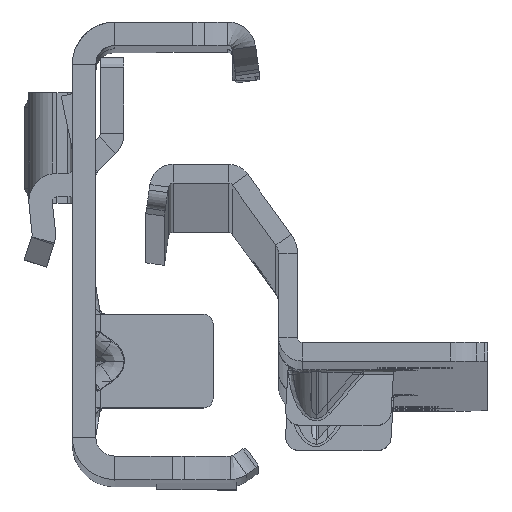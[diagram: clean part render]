
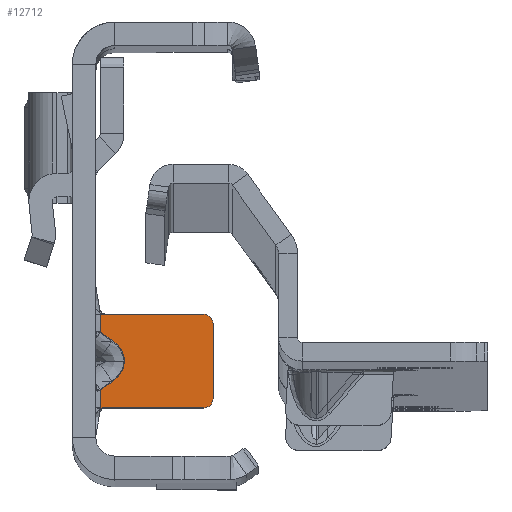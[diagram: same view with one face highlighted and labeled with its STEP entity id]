
A CAD part, top view. The second image highlights one B-rep face of the part: STEP entity #12712.
In plain terms, the highlighted planar face has unit normal (0, 0, 1).
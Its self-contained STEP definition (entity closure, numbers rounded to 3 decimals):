
#130 = DIRECTION ( 'NONE',  ( -1., 0., 0. ) ) ;
#525 = AXIS2_PLACEMENT_3D ( 'NONE', #11352, #928, #17062 ) ;
#927 = DIRECTION ( 'NONE',  ( 0., 1., 0. ) ) ;
#928 = DIRECTION ( 'NONE',  ( 0., 0., 1. ) ) ;
#976 = VECTOR ( 'NONE', #16055, 1000. ) ;
#1014 = CARTESIAN_POINT ( 'NONE',  ( 0.5, -13.681, -441.5 ) ) ;
#1240 = EDGE_CURVE ( 'NONE', #6629, #12425, #4699, .T. ) ;
#1719 = EDGE_CURVE ( 'NONE', #15627, #6066, #2962, .T. ) ;
#1888 = VERTEX_POINT ( 'NONE', #11439 ) ;
#1907 = DIRECTION ( 'NONE',  ( 0., 1., 0. ) ) ;
#2067 = LINE ( 'NONE', #15069, #7842 ) ;
#2239 = CARTESIAN_POINT ( 'NONE',  ( 3.573, -9.692, -441.5 ) ) ;
#2311 = DIRECTION ( 'NONE',  ( 1., 0., 0. ) ) ;
#2324 = CARTESIAN_POINT ( 'NONE',  ( 1.757, -8.408, -441.5 ) ) ;
#2341 = CARTESIAN_POINT ( 'NONE',  ( -1.826, -15.6, -441.5 ) ) ;
#2401 = EDGE_CURVE ( 'NONE', #2618, #3667, #8070, .T. ) ;
#2433 = LINE ( 'NONE', #8528, #16805 ) ;
#2618 = VERTEX_POINT ( 'NONE', #6721 ) ;
#2962 = LINE ( 'NONE', #14707, #12197 ) ;
#3154 = EDGE_CURVE ( 'NONE', #11406, #12944, #2067, .T. ) ;
#3472 = ORIENTED_EDGE ( 'NONE', *, *, #13470, .F. ) ;
#3642 = VECTOR ( 'NONE', #4585, 1000. ) ;
#3667 = VERTEX_POINT ( 'NONE', #15777 ) ;
#3696 = AXIS2_PLACEMENT_3D ( 'NONE', #6646, #13814, #9243 ) ;
#3793 = DIRECTION ( 'NONE',  ( 1., 0., 0. ) ) ;
#3995 = CARTESIAN_POINT ( 'NONE',  ( 0.5, 22.3, -441.5 ) ) ;
#4245 = LINE ( 'NONE', #7303, #11215 ) ;
#4257 = ORIENTED_EDGE ( 'NONE', *, *, #2401, .T. ) ;
#4328 = ORIENTED_EDGE ( 'NONE', *, *, #10181, .F. ) ;
#4585 = DIRECTION ( 'NONE',  ( -0.816, 0.577, 0. ) ) ;
#4699 = LINE ( 'NONE', #16343, #976 ) ;
#4751 = VERTEX_POINT ( 'NONE', #11776 ) ;
#5474 = CARTESIAN_POINT ( 'NONE',  ( 1.757, -8.408, -441.5 ) ) ;
#5501 = CARTESIAN_POINT ( 'NONE',  ( 1.757, -12.792, -441.5 ) ) ;
#6066 = VERTEX_POINT ( 'NONE', #13273 ) ;
#6629 = VERTEX_POINT ( 'NONE', #13605 ) ;
#6646 = CARTESIAN_POINT ( 'NONE',  ( -7.326, 22.3, -441.5 ) ) ;
#6659 = EDGE_CURVE ( 'NONE', #1888, #2618, #2433, .T. ) ;
#6721 = CARTESIAN_POINT ( 'NONE',  ( 0.708, -15.6, -441.5 ) ) ;
#6753 = ORIENTED_EDGE ( 'NONE', *, *, #8192, .T. ) ;
#6901 = AXIS2_PLACEMENT_3D ( 'NONE', #15308, #9677, #13788 ) ;
#7303 = CARTESIAN_POINT ( 'NONE',  ( -1.826, -5.6, -441.5 ) ) ;
#7453 = EDGE_CURVE ( 'NONE', #3667, #15627, #11499, .T. ) ;
#7617 = FACE_OUTER_BOUND ( 'NONE', #15712, .T. ) ;
#7717 = ORIENTED_EDGE ( 'NONE', *, *, #8742, .T. ) ;
#7738 = VECTOR ( 'NONE', #927, 1000. ) ;
#7842 = VECTOR ( 'NONE', #7991, 1000. ) ;
#7961 =( BOUNDED_CURVE ( )  B_SPLINE_CURVE ( 3, ( #15325, #9524, #2239, #2324 ),
 .UNSPECIFIED., .F., .F. ) 
 B_SPLINE_CURVE_WITH_KNOTS ( ( 4, 4 ),
 ( 2.356, 3.927 ),
 .UNSPECIFIED. ) 
 CURVE ( )  GEOMETRIC_REPRESENTATION_ITEM ( )  RATIONAL_B_SPLINE_CURVE ( ( 1., 0.805, 0.805, 1. ) ) 
 REPRESENTATION_ITEM ( '' )  );
#7991 = DIRECTION ( 'NONE',  ( 0.816, 0.577, 0. ) ) ;
#8070 = LINE ( 'NONE', #2341, #13654 ) ;
#8192 = EDGE_CURVE ( 'NONE', #6066, #6629, #17882, .T. ) ;
#8528 = CARTESIAN_POINT ( 'NONE',  ( -1.826, -15.6, -441.5 ) ) ;
#8742 = EDGE_CURVE ( 'NONE', #12425, #15510, #4245, .T. ) ;
#9104 = VERTEX_POINT ( 'NONE', #5474 ) ;
#9243 = DIRECTION ( 'NONE',  ( 0., 1., 0. ) ) ;
#9263 = CARTESIAN_POINT ( 'NONE',  ( 12.5, -14.6, -441.5 ) ) ;
#9524 = CARTESIAN_POINT ( 'NONE',  ( 3.573, -11.508, -441.5 ) ) ;
#9677 = DIRECTION ( 'NONE',  ( 0., 0., 1. ) ) ;
#10181 = EDGE_CURVE ( 'NONE', #9104, #4751, #16982, .T. ) ;
#10514 = LINE ( 'NONE', #16603, #13963 ) ;
#10985 = CARTESIAN_POINT ( 'NONE',  ( 0.708, -5.6, -441.5 ) ) ;
#11043 = ORIENTED_EDGE ( 'NONE', *, *, #3154, .F. ) ;
#11215 = VECTOR ( 'NONE', #130, 1000. ) ;
#11352 = CARTESIAN_POINT ( 'NONE',  ( 11.5, -14.6, -441.5 ) ) ;
#11406 = VERTEX_POINT ( 'NONE', #1014 ) ;
#11439 = CARTESIAN_POINT ( 'NONE',  ( 0.5, -15.6, -441.5 ) ) ;
#11493 = ORIENTED_EDGE ( 'NONE', *, *, #1719, .T. ) ;
#11499 = CIRCLE ( 'NONE', #525, 1. ) ;
#11776 = CARTESIAN_POINT ( 'NONE',  ( 0.5, -7.519, -441.5 ) ) ;
#12197 = VECTOR ( 'NONE', #14610, 1000. ) ;
#12425 = VERTEX_POINT ( 'NONE', #10985 ) ;
#12712 = ADVANCED_FACE ( 'NONE', ( #7617 ), #16663, .F. ) ;
#12944 = VERTEX_POINT ( 'NONE', #5501 ) ;
#13273 = CARTESIAN_POINT ( 'NONE',  ( 12.5, -6.6, -441.5 ) ) ;
#13470 = EDGE_CURVE ( 'NONE', #4751, #15510, #15717, .T. ) ;
#13605 = CARTESIAN_POINT ( 'NONE',  ( 11.5, -5.6, -441.5 ) ) ;
#13654 = VECTOR ( 'NONE', #3793, 1000. ) ;
#13788 = DIRECTION ( 'NONE',  ( 0., -1., 0. ) ) ;
#13814 = DIRECTION ( 'NONE',  ( 0., 0., -1. ) ) ;
#13867 = EDGE_CURVE ( 'NONE', #12944, #9104, #7961, .T. ) ;
#13963 = VECTOR ( 'NONE', #1907, 1000. ) ;
#14010 = ORIENTED_EDGE ( 'NONE', *, *, #13867, .F. ) ;
#14207 = ORIENTED_EDGE ( 'NONE', *, *, #1240, .T. ) ;
#14610 = DIRECTION ( 'NONE',  ( 0., 1., 0. ) ) ;
#14707 = CARTESIAN_POINT ( 'NONE',  ( 12.5, -6.6, -441.5 ) ) ;
#15069 = CARTESIAN_POINT ( 'NONE',  ( 2.624, -12.179, -441.5 ) ) ;
#15110 = ORIENTED_EDGE ( 'NONE', *, *, #7453, .T. ) ;
#15308 = CARTESIAN_POINT ( 'NONE',  ( 11.5, -6.6, -441.5 ) ) ;
#15325 = CARTESIAN_POINT ( 'NONE',  ( 1.757, -12.792, -441.5 ) ) ;
#15510 = VERTEX_POINT ( 'NONE', #17554 ) ;
#15627 = VERTEX_POINT ( 'NONE', #9263 ) ;
#15712 = EDGE_LOOP ( 'NONE', ( #4328, #14010, #11043, #17642, #16153, #4257, #15110, #11493, #6753, #14207, #7717, #3472 ) ) ;
#15717 = LINE ( 'NONE', #3995, #7738 ) ;
#15777 = CARTESIAN_POINT ( 'NONE',  ( 11.5, -15.6, -441.5 ) ) ;
#16055 = DIRECTION ( 'NONE',  ( -1., 0., 0. ) ) ;
#16153 = ORIENTED_EDGE ( 'NONE', *, *, #6659, .T. ) ;
#16226 = CARTESIAN_POINT ( 'NONE',  ( 1.367, -8.131, -441.5 ) ) ;
#16343 = CARTESIAN_POINT ( 'NONE',  ( -1.826, -5.6, -441.5 ) ) ;
#16603 = CARTESIAN_POINT ( 'NONE',  ( 0.5, 22.3, -441.5 ) ) ;
#16663 = PLANE ( 'NONE',  #3696 ) ;
#16805 = VECTOR ( 'NONE', #2311, 1000. ) ;
#16982 = LINE ( 'NONE', #16226, #3642 ) ;
#17062 = DIRECTION ( 'NONE',  ( 0., 1., 0. ) ) ;
#17337 = EDGE_CURVE ( 'NONE', #1888, #11406, #10514, .T. ) ;
#17554 = CARTESIAN_POINT ( 'NONE',  ( 0.5, -5.6, -441.5 ) ) ;
#17642 = ORIENTED_EDGE ( 'NONE', *, *, #17337, .F. ) ;
#17882 = CIRCLE ( 'NONE', #6901, 1. ) ;
